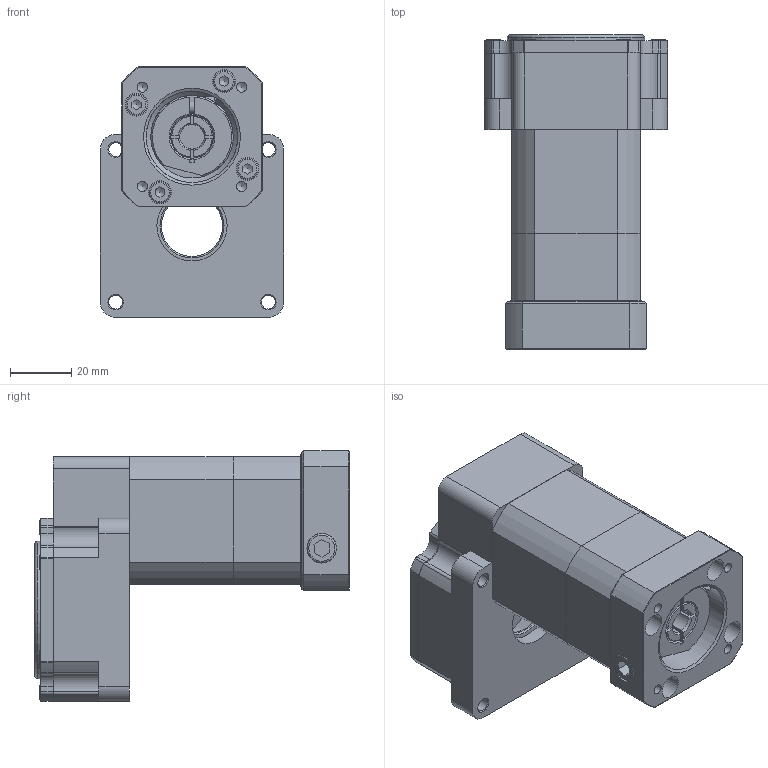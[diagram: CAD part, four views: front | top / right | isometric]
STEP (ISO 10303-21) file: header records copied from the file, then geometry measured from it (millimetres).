
FILE_DESCRIPTION((''),'2;1');
FILE_NAME('KGT-60B-2.stp','2016-10-17T13:05:09',('Young'),(''),'Autodesk Inventor 2012','Autodesk Inventor 2012','');
FILE_SCHEMA(('AUTOMOTIVE_DESIGN { 1 0 10303 214 1 1 1 1 }'));
Length unit declared in the file: millimetre
Products named in the file (3): 조립품5; KGT-60B-2; 44-set collar
Assembly tree (2 placements, depth 2):
  조립품5
    KGT-60B-2
    44-set collar
Bounding box: 60 x 103 x 82.2 mm (x, y, z)
Volume: 132738.9 mm3; surface area: 78570.7 mm2
Topology: 26 solids, 27 shells, 802 faces, 2211 edges, 1460 vertices
Faces by surface type: plane 328, cylinder 237, cone 131, torus 83, sphere 23
Full cylindrical faces by diameter (mm): 2.05 x8, 2.459 x2, 2.5 x12, 3 x8, 3.242 x1, 3.3 x18, 3.5 x4, 4 x5, 4.5 x17, 5 x10, 5.8 x4, 7 x5, 7.5 x4, 8.2 x1, 9.5 x2, 12.5 x1, 14.2 x1, 14.8 x1, 15 x1, 17 x1, 20 x2, 22.2 x1, 23 x1, 25 x1, 27 x2, 27.4 x1, 28.6 x4, 30 x5, 32 x2, 32.893 x1
Entity records: 24856 total; most frequent: CARTESIAN_POINT 5396, DIRECTION 4207, ORIENTED_EDGE 3568, AXIS2_PLACEMENT_3D 1810, EDGE_CURVE 1784, VERTEX_POINT 1332, EDGE_LOOP 1240, CIRCLE 1003
